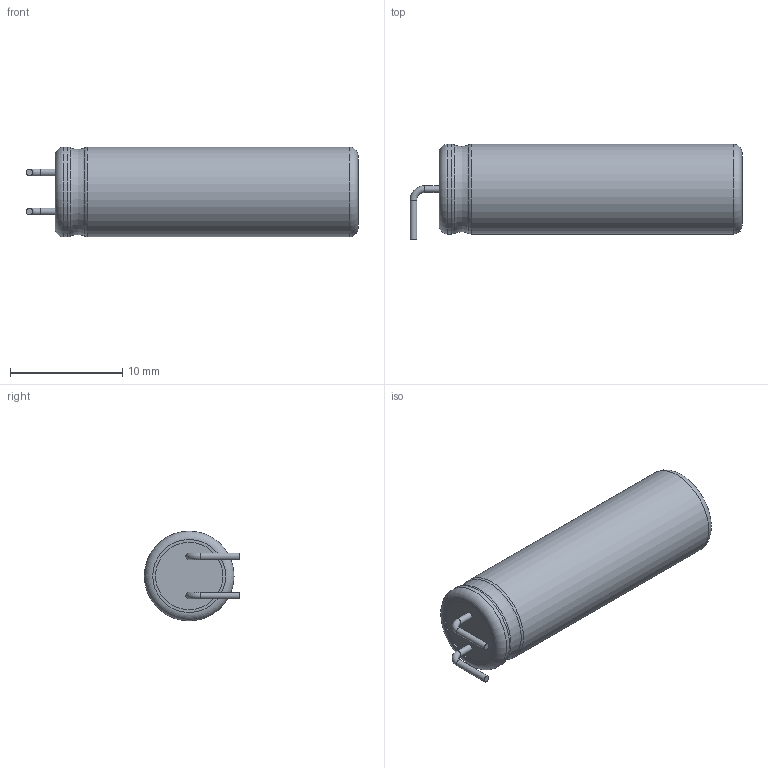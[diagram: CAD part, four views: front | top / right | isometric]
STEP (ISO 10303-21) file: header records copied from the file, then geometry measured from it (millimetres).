
FILE_DESCRIPTION(/* description */ (''),/* implementation_level */ '2;1');
FILE_NAME(/* name */ 'TPLC-3R8-30MR8X25.step',/* time_stamp */ '2021-05-28T20:06:59+02:00',/* author */ (''),/* organization */ (''),/* preprocessor_version */ 'ST-DEVELOPER v18.1',/* originating_system */ 'Autodesk Translation Framework v10.9.0.1377',/* authorisation */ '');
FILE_SCHEMA (('AUTOMOTIVE_DESIGN { 1 0 10303 214 3 1 1 }'));
Length unit declared in the file: millimetre
Products named in the file (1): TPLC-3R8/30MR8X25
Bounding box: 29.6 x 8.5 x 8 mm (x, y, z)
Volume: 1344.1 mm3; surface area: 791.8 mm2
Topology: 1 solids, 1 shells, 30 faces, 70 edges, 46 vertices
Faces by surface type: plane 15, cylinder 8, torus 7
Full cylindrical faces by diameter (mm): 0.6 x4, 6 x1, 6.2 x1, 8 x2
Entity records: 952 total; most frequent: DIRECTION 173, CARTESIAN_POINT 147, ORIENTED_EDGE 140, AXIS2_PLACEMENT_3D 72, EDGE_CURVE 70, VERTEX_POINT 46, CIRCLE 41, EDGE_LOOP 34
